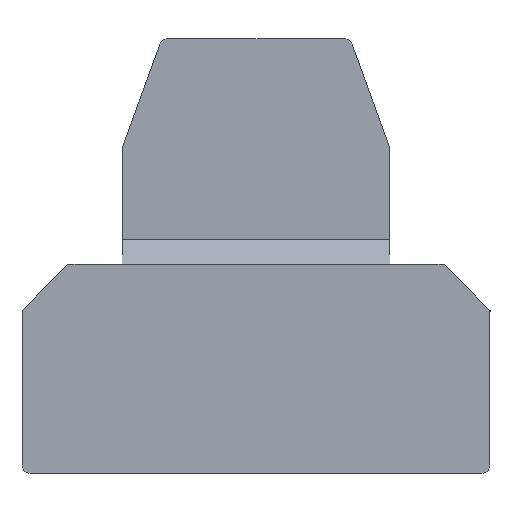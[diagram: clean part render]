
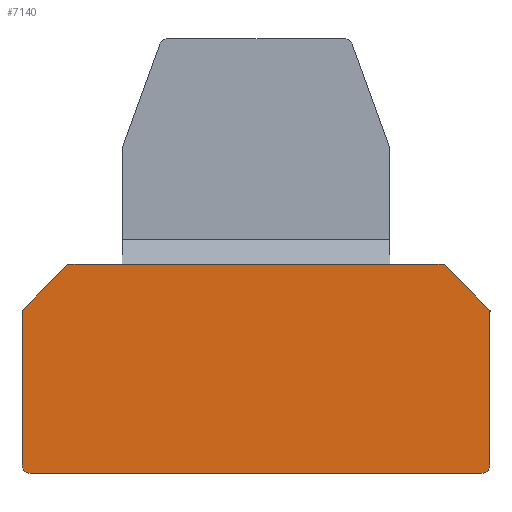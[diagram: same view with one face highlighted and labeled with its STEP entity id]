
A CAD part, top view. The second image highlights one B-rep face of the part: STEP entity #7140.
In plain terms, the highlighted face is planar.
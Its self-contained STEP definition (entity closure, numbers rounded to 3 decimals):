
#1020=CARTESIAN_POINT('',(0.,31.631,-5.));
#1030=DIRECTION('',(1.,0.,0.));
#1040=VECTOR('',#1030,1.);
#1050=LINE('',#1020,#1040);
#1060=CARTESIAN_POINT('',(6.662,31.631,-5.));
#1070=VERTEX_POINT('',#1060);
#1080=CARTESIAN_POINT('',(38.662,31.631,-5.));
#1090=VERTEX_POINT('',#1080);
#1100=EDGE_CURVE('',#1070,#1090,#1050,.T.);
#1980=CARTESIAN_POINT('',(0.162,31.631,-5.));
#1990=VERTEX_POINT('',#1980);
#2160=CARTESIAN_POINT('',(-5.338,26.131,-5.));
#2170=VERTEX_POINT('',#2160);
#2200=CARTESIAN_POINT('',(0.,31.469,-5.));
#2210=DIRECTION('',(-0.707,-0.707,0.));
#2220=VECTOR('',#2210,1.);
#2230=LINE('',#2200,#2220);
#2240=EDGE_CURVE('',#1990,#2170,#2230,.T.);
#2450=CARTESIAN_POINT('',(-5.338,7.631,-5.));
#2460=VERTEX_POINT('',#2450);
#2640=CARTESIAN_POINT('',(-4.338,6.631,-5.));
#2650=VERTEX_POINT('',#2640);
#2680=CARTESIAN_POINT('',(-4.338,7.631,-5.));
#2690=DIRECTION('',(0.,0.,1.));
#2700=DIRECTION('',(1.,0.,0.));
#2710=AXIS2_PLACEMENT_3D('',#2680,#2690,#2700);
#2720=CIRCLE('',#2710,1.);
#2730=EDGE_CURVE('',#2460,#2650,#2720,.T.);
#4170=CARTESIAN_POINT('',(0.,31.631,-5.));
#4180=DIRECTION('',(-1.,0.,0.));
#4190=VECTOR('',#4180,1.);
#4200=LINE('',#4170,#4190);
#4210=EDGE_CURVE('',#1070,#1990,#4200,.T.);
#5350=CARTESIAN_POINT('',(49.662,6.631,-5.));
#5360=VERTEX_POINT('',#5350);
#5440=CARTESIAN_POINT('',(50.662,7.631,-5.));
#5450=VERTEX_POINT('',#5440);
#5480=CARTESIAN_POINT('',(49.662,7.631,-5.));
#5490=DIRECTION('',(0.,0.,1.));
#5500=DIRECTION('',(1.,0.,0.));
#5510=AXIS2_PLACEMENT_3D('',#5480,#5490,#5500);
#5520=CIRCLE('',#5510,1.);
#5530=EDGE_CURVE('',#5360,#5450,#5520,.T.);
#5730=CARTESIAN_POINT('',(0.,6.631,-5.));
#5740=DIRECTION('',(1.,0.,0.));
#5750=VECTOR('',#5740,1.);
#5760=LINE('',#5730,#5750);
#5770=EDGE_CURVE('',#2650,#5360,#5760,.T.);
#5970=CARTESIAN_POINT('',(-5.338,0.,-5.));
#5980=DIRECTION('',(0.,-1.,0.));
#5990=VECTOR('',#5980,1.);
#6000=LINE('',#5970,#5990);
#6010=EDGE_CURVE('',#2170,#2460,#6000,.T.);
#6580=CARTESIAN_POINT('',(50.662,26.131,-5.));
#6590=VERTEX_POINT('',#6580);
#6670=CARTESIAN_POINT('',(45.162,31.631,-5.));
#6680=VERTEX_POINT('',#6670);
#6710=CARTESIAN_POINT('',(0.,76.792,-5.));
#6720=DIRECTION('',(-0.707,0.707,0.));
#6730=VECTOR('',#6720,1.);
#6740=LINE('',#6710,#6730);
#6750=EDGE_CURVE('',#6590,#6680,#6740,.T.);
#6870=CARTESIAN_POINT('',(3.257,24.439,-5.));
#6880=DIRECTION('',(0.,0.,-1.));
#6890=DIRECTION('',(-1.,0.,0.));
#6900=AXIS2_PLACEMENT_3D('',#6870,#6880,#6890);
#6910=PLANE('',#6900);
#6920=ORIENTED_EDGE('',*,*,#4210,.F.);
#6930=ORIENTED_EDGE('',*,*,#2240,.F.);
#6940=ORIENTED_EDGE('',*,*,#6010,.F.);
#6950=ORIENTED_EDGE('',*,*,#2730,.F.);
#6960=ORIENTED_EDGE('',*,*,#5770,.F.);
#6970=ORIENTED_EDGE('',*,*,#5530,.F.);
#6980=CARTESIAN_POINT('',(50.662,0.,-5.));
#6990=DIRECTION('',(0.,1.,0.));
#7000=VECTOR('',#6990,1.);
#7010=LINE('',#6980,#7000);
#7020=EDGE_CURVE('',#5450,#6590,#7010,.T.);
#7030=ORIENTED_EDGE('',*,*,#7020,.F.);
#7040=ORIENTED_EDGE('',*,*,#6750,.F.);
#7050=CARTESIAN_POINT('',(0.,31.631,-5.));
#7060=DIRECTION('',(-1.,0.,0.));
#7070=VECTOR('',#7060,1.);
#7080=LINE('',#7050,#7070);
#7090=EDGE_CURVE('',#6680,#1090,#7080,.T.);
#7100=ORIENTED_EDGE('',*,*,#7090,.F.);
#7110=ORIENTED_EDGE('',*,*,#1100,.T.);
#7120=EDGE_LOOP('',(#7110,#7100,#7040,#7030,#6970,#6960,#6950,#6940,
#6930,#6920));
#7130=FACE_OUTER_BOUND('',#7120,.T.);
#7140=ADVANCED_FACE('',(#7130),#6910,.T.);
